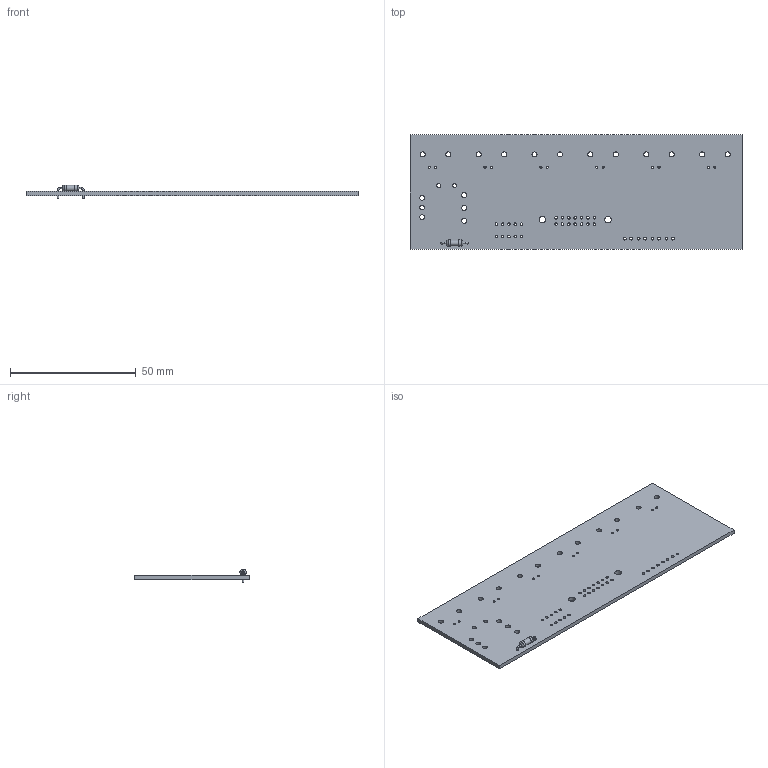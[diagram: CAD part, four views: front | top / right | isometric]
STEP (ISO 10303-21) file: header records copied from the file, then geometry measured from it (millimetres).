
FILE_DESCRIPTION(('KiCad electronic assembly'),'2;1');
FILE_NAME('General_BNC_PCB_BOARD2.step','2023-07-26T10:11:03',('Pcbnew') ,('Kicad'),'Open CASCADE STEP processor 7.6','KiCad to STEP converter' ,'Unknown');
FILE_SCHEMA(('AUTOMOTIVE_DESIGN { 1 0 10303 214 1 1 1 1 }'));
Length unit declared in the file: millimetre
Products named in the file (4): General_BNC_PCB_BOARD2 1; R_Axial_DIN0207_L6.3mm_D2.5mm_P10.16mm_Horizontal; SOLID; General_BNC_PCB_BOARD2 PCB
Assembly tree (3 placements, depth 3):
  General_BNC_PCB_BOARD2 1
    R_Axial_DIN0207_L6.3mm_D2.5mm_P10.16mm_Horizontal
      SOLID
    General_BNC_PCB_BOARD2 PCB
Bounding box: 132.08 x 45.72 x 5.5 mm (x, y, z)
Volume: 9522.1 mm3; surface area: 12960.2 mm2
Topology: 2 solids, 2 shells, 91 faces, 243 edges, 160 vertices
Faces by surface type: cylinder 75, plane 12, torus 4
Full cylindrical faces by diameter (mm): 0.6 x4, 0.8 x2, 0.89 x12, 1 x10, 1.02 x14, 1.09 x8, 1.6 x2, 1.85 x3, 2.01 x12, 2.08 x3, 2.25 x1, 2.5 x2, 2.6 x2
Entity records: 6991 total; most frequent: CARTESIAN_POINT 1848, DIRECTION 931, ORIENTED_EDGE 486, PCURVE 486, DEFINITIONAL_REPRESENTATION 486, LINE 427, VECTOR 427, AXIS2_PLACEMENT_3D 251
